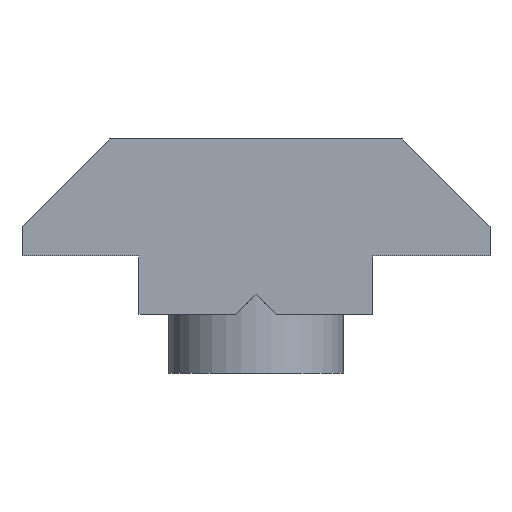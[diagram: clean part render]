
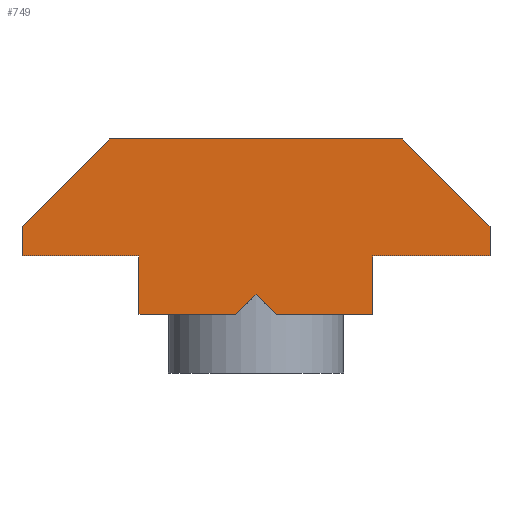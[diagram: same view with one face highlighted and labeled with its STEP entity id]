
A CAD part, front view. The second image highlights one B-rep face of the part: STEP entity #749.
In plain terms, the highlighted planar face has unit normal (0, -1, 0).
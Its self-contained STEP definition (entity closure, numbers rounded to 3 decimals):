
#288=CARTESIAN_POINT('',(0.0,0.0,0.7));
#289=VERTEX_POINT('',#288);
#296=CARTESIAN_POINT('',(-0.7,0.0,0.0));
#297=VERTEX_POINT('',#296);
#298=CARTESIAN_POINT('',(-0.7,0.0,0.0));
#299=DIRECTION('',(0.707,0.0,0.707));
#300=VECTOR('',#299,0.99);
#301=LINE('',#298,#300);
#302=EDGE_CURVE('',#297,#289,#301,.T.);
#392=CARTESIAN_POINT('',(0.7,0.0,0.0));
#393=VERTEX_POINT('',#392);
#400=CARTESIAN_POINT('',(0.,0.0,0.7));
#401=DIRECTION('',(0.707,0.0,-0.707));
#402=VECTOR('',#401,0.99);
#403=LINE('',#400,#402);
#404=EDGE_CURVE('',#289,#393,#403,.T.);
#654=CARTESIAN_POINT('',(2.0,0.0,1.0));
#655=DIRECTION('',(0.0,1.0,0.0));
#656=DIRECTION('',(0.0,0.0,1.0));
#657=AXIS2_PLACEMENT_3D('',#654,#655,#656);
#658=PLANE('',#657);
#659=ORIENTED_EDGE('',*,*,#302,.T.);
#660=ORIENTED_EDGE('',*,*,#404,.T.);
#661=CARTESIAN_POINT('',(4.0,0.0,0.0));
#662=VERTEX_POINT('',#661);
#663=CARTESIAN_POINT('',(4.0,0.0,0.0));
#664=DIRECTION('',(-1.0,0.0,0.0));
#665=VECTOR('',#664,3.3);
#666=LINE('',#663,#665);
#667=EDGE_CURVE('',#662,#393,#666,.T.);
#668=ORIENTED_EDGE('',*,*,#667,.F.);
#669=CARTESIAN_POINT('',(4.0,0.0,2.0));
#670=VERTEX_POINT('',#669);
#671=CARTESIAN_POINT('',(4.0,0.0,2.0));
#672=DIRECTION('',(0.0,0.0,-1.0));
#673=VECTOR('',#672,2.0);
#674=LINE('',#671,#673);
#675=EDGE_CURVE('',#670,#662,#674,.T.);
#676=ORIENTED_EDGE('',*,*,#675,.F.);
#677=CARTESIAN_POINT('',(8.0,0.0,2.0));
#678=VERTEX_POINT('',#677);
#679=CARTESIAN_POINT('',(8.0,0.0,2.0));
#680=DIRECTION('',(-1.0,0.0,0.0));
#681=VECTOR('',#680,4.0);
#682=LINE('',#679,#681);
#683=EDGE_CURVE('',#678,#670,#682,.T.);
#684=ORIENTED_EDGE('',*,*,#683,.F.);
#685=CARTESIAN_POINT('',(8.0,0.0,3.0));
#686=VERTEX_POINT('',#685);
#687=CARTESIAN_POINT('',(8.0,0.0,3.0));
#688=DIRECTION('',(0.0,0.0,-1.0));
#689=VECTOR('',#688,1.0);
#690=LINE('',#687,#689);
#691=EDGE_CURVE('',#686,#678,#690,.T.);
#692=ORIENTED_EDGE('',*,*,#691,.F.);
#693=CARTESIAN_POINT('',(5.0,0.0,6.));
#694=VERTEX_POINT('',#693);
#695=CARTESIAN_POINT('',(5.0,0.0,6.0));
#696=DIRECTION('',(0.707,0.0,-0.707));
#697=VECTOR('',#696,4.243);
#698=LINE('',#695,#697);
#699=EDGE_CURVE('',#694,#686,#698,.T.);
#700=ORIENTED_EDGE('',*,*,#699,.F.);
#701=CARTESIAN_POINT('',(-5.0,0.0,6.));
#702=VERTEX_POINT('',#701);
#703=CARTESIAN_POINT('',(-5.0,0.0,6.));
#704=DIRECTION('',(1.0,0.0,0.0));
#705=VECTOR('',#704,10.0);
#706=LINE('',#703,#705);
#707=EDGE_CURVE('',#702,#694,#706,.T.);
#708=ORIENTED_EDGE('',*,*,#707,.F.);
#709=CARTESIAN_POINT('',(-8.0,0.0,3.0));
#710=VERTEX_POINT('',#709);
#711=CARTESIAN_POINT('',(-8.,0.0,3.));
#712=DIRECTION('',(0.707,0.0,0.707));
#713=VECTOR('',#712,4.243);
#714=LINE('',#711,#713);
#715=EDGE_CURVE('',#710,#702,#714,.T.);
#716=ORIENTED_EDGE('',*,*,#715,.F.);
#717=CARTESIAN_POINT('',(-8.0,0.0,2.0));
#718=VERTEX_POINT('',#717);
#719=CARTESIAN_POINT('',(-8.0,0.0,2.0));
#720=DIRECTION('',(0.0,0.0,1.0));
#721=VECTOR('',#720,1.0);
#722=LINE('',#719,#721);
#723=EDGE_CURVE('',#718,#710,#722,.T.);
#724=ORIENTED_EDGE('',*,*,#723,.F.);
#725=CARTESIAN_POINT('',(-4.0,0.0,2.0));
#726=VERTEX_POINT('',#725);
#727=CARTESIAN_POINT('',(-4.0,0.0,2.0));
#728=DIRECTION('',(-1.0,0.0,0.0));
#729=VECTOR('',#728,4.0);
#730=LINE('',#727,#729);
#731=EDGE_CURVE('',#726,#718,#730,.T.);
#732=ORIENTED_EDGE('',*,*,#731,.F.);
#733=CARTESIAN_POINT('',(-4.0,0.0,0.0));
#734=VERTEX_POINT('',#733);
#735=CARTESIAN_POINT('',(-4.0,0.0,0.0));
#736=DIRECTION('',(0.0,0.0,1.0));
#737=VECTOR('',#736,2.0);
#738=LINE('',#735,#737);
#739=EDGE_CURVE('',#734,#726,#738,.T.);
#740=ORIENTED_EDGE('',*,*,#739,.F.);
#741=CARTESIAN_POINT('',(-0.7,0.0,0.0));
#742=DIRECTION('',(-1.0,0.0,0.0));
#743=VECTOR('',#742,3.3);
#744=LINE('',#741,#743);
#745=EDGE_CURVE('',#297,#734,#744,.T.);
#746=ORIENTED_EDGE('',*,*,#745,.F.);
#747=EDGE_LOOP('',(#659,#660,#668,#676,#684,#692,#700,#708,#716,#724,#732,#740,#746));
#748=FACE_OUTER_BOUND('',#747,.T.);
#749=ADVANCED_FACE('',(#748),#658,.F.);
